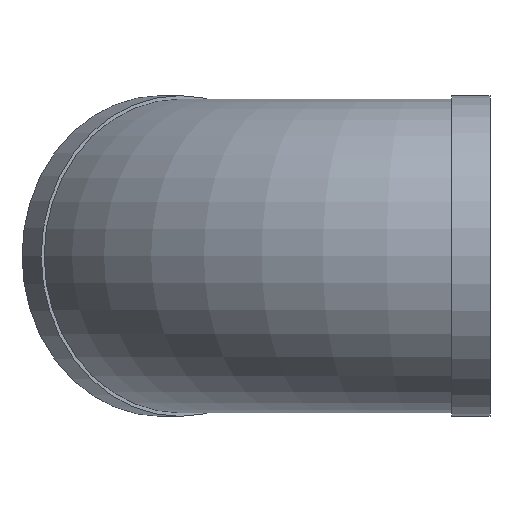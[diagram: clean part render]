
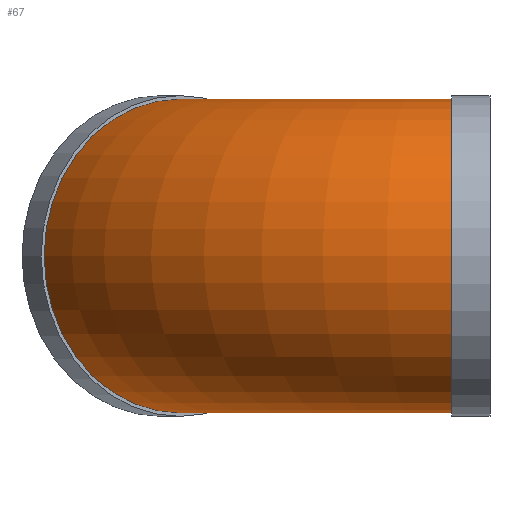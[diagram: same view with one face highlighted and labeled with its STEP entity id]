
A CAD part, left-side view. The second image highlights one B-rep face of the part: STEP entity #67.
In plain terms, the highlighted toroidal (fillet/blend) face has major radius 450 mm and minor radius 225 mm.
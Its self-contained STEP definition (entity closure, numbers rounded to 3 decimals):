
#67 = ADVANCED_FACE( '', ( #130, #131 ), #132, .T. );
#130 = FACE_OUTER_BOUND( '', #192, .T. );
#131 = FACE_OUTER_BOUND( '', #193, .T. );
#132 = TOROIDAL_SURFACE( '', #194, 450., 225. );
#192 = EDGE_LOOP( '', ( #250 ) );
#193 = EDGE_LOOP( '', ( #251 ) );
#194 = AXIS2_PLACEMENT_3D( '', #252, #253, #254 );
#250 = ORIENTED_EDGE( '', *, *, #302, .T. );
#251 = ORIENTED_EDGE( '', *, *, #311, .F. );
#252 = CARTESIAN_POINT( '', ( 450., 55., 0. ) );
#253 = DIRECTION( '', ( 0., 0., -1. ) );
#254 = DIRECTION( '', ( -1., 0., 0. ) );
#302 = EDGE_CURVE( '', #328, #328, #329, .T. );
#311 = EDGE_CURVE( '', #343, #343, #344, .T. );
#328 = VERTEX_POINT( '', #364 );
#329 = CIRCLE( '', #365, 225. );
#343 = VERTEX_POINT( '', #379 );
#344 = CIRCLE( '', #380, 225. );
#364 = CARTESIAN_POINT( '', ( 225., 55., 0. ) );
#365 = AXIS2_PLACEMENT_3D( '', #400, #401, #402 );
#379 = CARTESIAN_POINT( '', ( 337.5, 249.856, 0. ) );
#380 = AXIS2_PLACEMENT_3D( '', #418, #419, #420 );
#400 = CARTESIAN_POINT( '', ( 0., 55., 0. ) );
#401 = DIRECTION( '', ( 0., 1., 0. ) );
#402 = DIRECTION( '', ( 1., 0., 0. ) );
#418 = CARTESIAN_POINT( '', ( 225., 444.711, 0. ) );
#419 = DIRECTION( '', ( 0.866, 0.5, 0. ) );
#420 = DIRECTION( '', ( 0.5, -0.866, 0. ) );
